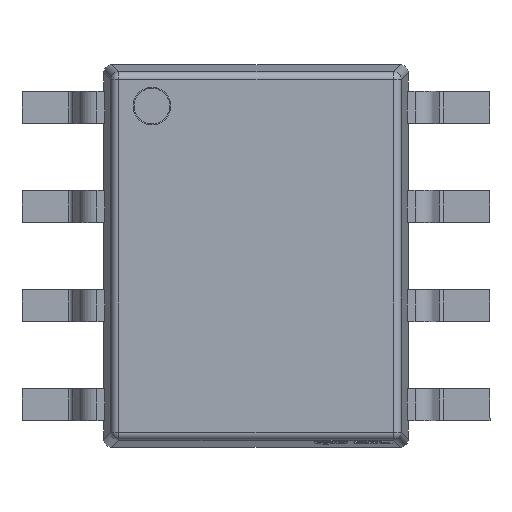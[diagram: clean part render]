
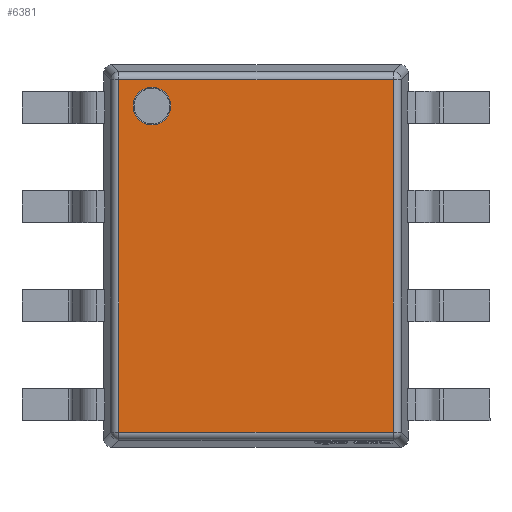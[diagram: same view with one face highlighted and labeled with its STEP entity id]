
A CAD part, top view. The second image highlights one B-rep face of the part: STEP entity #6381.
In plain terms, the highlighted planar face has unit normal (0, 0, 1).
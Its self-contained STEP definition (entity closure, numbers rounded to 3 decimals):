
#338 = CARTESIAN_POINT ( 'NONE',  ( 0., 0., 0.725 ) ) ;
#644 = DIRECTION ( 'NONE',  ( 0., -1., 0. ) ) ;
#839 = ORIENTED_EDGE ( 'NONE', *, *, #1299, .T. ) ;
#1097 = CIRCLE ( 'NONE', #11181, 0.241 ) ;
#1262 = CARTESIAN_POINT ( 'NONE',  ( 1.761, 2.261, 0.725 ) ) ;
#1272 = VERTEX_POINT ( 'NONE', #2430 ) ;
#1276 = DIRECTION ( 'NONE',  ( 0., -1., 0. ) ) ;
#1299 = EDGE_CURVE ( 'NONE', #1765, #1507, #17258, .T. ) ;
#1366 = EDGE_CURVE ( 'NONE', #6766, #1272, #4247, .T. ) ;
#1507 = VERTEX_POINT ( 'NONE', #2697 ) ;
#1530 = CARTESIAN_POINT ( 'NONE',  ( -1.334, 2.163, 0.725 ) ) ;
#1545 = CARTESIAN_POINT ( 'NONE',  ( 1.848, -2.261, 0.725 ) ) ;
#1765 = VERTEX_POINT ( 'NONE', #1262 ) ;
#1836 = LINE ( 'NONE', #8855, #8598 ) ;
#2081 = CARTESIAN_POINT ( 'NONE',  ( -1.761, -2.261, 0.725 ) ) ;
#2384 = FACE_BOUND ( 'NONE', #12986, .T. ) ;
#2430 = CARTESIAN_POINT ( 'NONE',  ( 1.761, -2.261, 0.725 ) ) ;
#2697 = CARTESIAN_POINT ( 'NONE',  ( -1.761, 2.261, 0.725 ) ) ;
#2839 = ORIENTED_EDGE ( 'NONE', *, *, #8744, .T. ) ;
#2962 = EDGE_CURVE ( 'NONE', #12677, #12527, #1097, .T. ) ;
#3155 = ORIENTED_EDGE ( 'NONE', *, *, #17112, .T. ) ;
#3781 = CARTESIAN_POINT ( 'NONE',  ( 1.761, 2.348, 0.725 ) ) ;
#3827 = CARTESIAN_POINT ( 'NONE',  ( -1.334, 1.68, 0.725 ) ) ;
#3914 = EDGE_LOOP ( 'NONE', ( #839, #2839, #11696, #7443 ) ) ;
#4247 = LINE ( 'NONE', #1545, #4468 ) ;
#4468 = VECTOR ( 'NONE', #13759, 1000. ) ;
#4863 = VECTOR ( 'NONE', #14720, 1000. ) ;
#4958 = CARTESIAN_POINT ( 'NONE',  ( -1.848, 2.261, 0.725 ) ) ;
#5644 = AXIS2_PLACEMENT_3D ( 'NONE', #338, #9773, #11324 ) ;
#6381 = ADVANCED_FACE ( 'NONE', ( #6608, #2384 ), #12111, .T. ) ;
#6444 = VECTOR ( 'NONE', #10546, 1000. ) ;
#6608 = FACE_OUTER_BOUND ( 'NONE', #3914, .T. ) ;
#6766 = VERTEX_POINT ( 'NONE', #2081 ) ;
#7443 = ORIENTED_EDGE ( 'NONE', *, *, #9162, .T. ) ;
#8598 = VECTOR ( 'NONE', #14314, 1000. ) ;
#8744 = EDGE_CURVE ( 'NONE', #1507, #6766, #1836, .T. ) ;
#8855 = CARTESIAN_POINT ( 'NONE',  ( -1.761, -2.348, 0.725 ) ) ;
#9162 = EDGE_CURVE ( 'NONE', #1272, #1765, #10733, .T. ) ;
#9473 = DIRECTION ( 'NONE',  ( 0., 0., -1. ) ) ;
#9773 = DIRECTION ( 'NONE',  ( 0., 0., 1. ) ) ;
#10546 = DIRECTION ( 'NONE',  ( -1., 0., 0. ) ) ;
#10733 = LINE ( 'NONE', #3781, #4863 ) ;
#11181 = AXIS2_PLACEMENT_3D ( 'NONE', #15612, #12932, #644 ) ;
#11324 = DIRECTION ( 'NONE',  ( 0., -1., 0. ) ) ;
#11696 = ORIENTED_EDGE ( 'NONE', *, *, #1366, .T. ) ;
#12111 = PLANE ( 'NONE',  #5644 ) ;
#12527 = VERTEX_POINT ( 'NONE', #1530 ) ;
#12677 = VERTEX_POINT ( 'NONE', #3827 ) ;
#12932 = DIRECTION ( 'NONE',  ( 0., 0., -1. ) ) ;
#12986 = EDGE_LOOP ( 'NONE', ( #13644, #3155 ) ) ;
#13353 = AXIS2_PLACEMENT_3D ( 'NONE', #16353, #9473, #1276 ) ;
#13644 = ORIENTED_EDGE ( 'NONE', *, *, #2962, .T. ) ;
#13759 = DIRECTION ( 'NONE',  ( 1., 0., 0. ) ) ;
#14314 = DIRECTION ( 'NONE',  ( 0., -1., 0. ) ) ;
#14720 = DIRECTION ( 'NONE',  ( 0., 1., 0. ) ) ;
#14786 = CIRCLE ( 'NONE', #13353, 0.241 ) ;
#15612 = CARTESIAN_POINT ( 'NONE',  ( -1.334, 1.921, 0.725 ) ) ;
#16353 = CARTESIAN_POINT ( 'NONE',  ( -1.334, 1.921, 0.725 ) ) ;
#17112 = EDGE_CURVE ( 'NONE', #12527, #12677, #14786, .T. ) ;
#17258 = LINE ( 'NONE', #4958, #6444 ) ;
